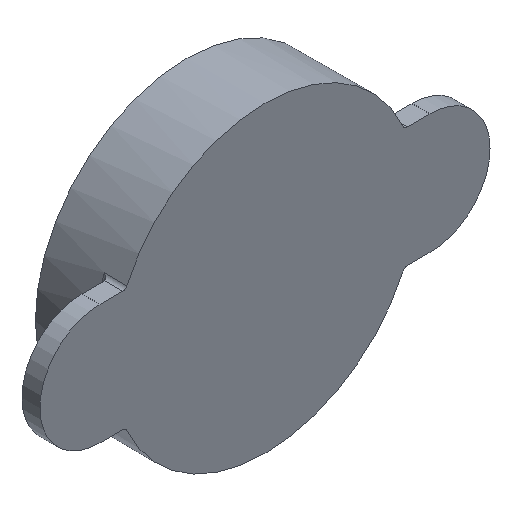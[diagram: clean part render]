
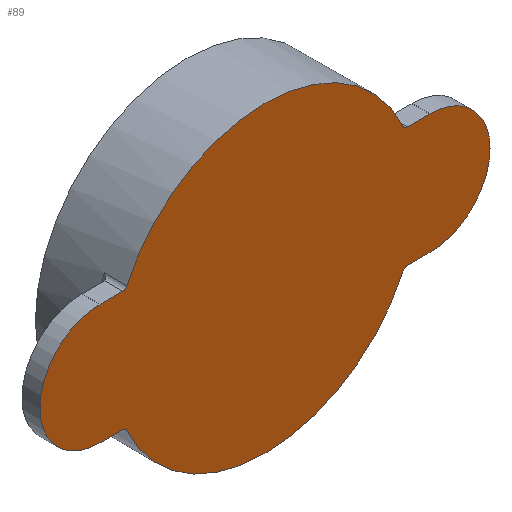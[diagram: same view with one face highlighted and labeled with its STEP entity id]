
A CAD part, isometric view. The second image highlights one B-rep face of the part: STEP entity #89.
In plain terms, the highlighted planar face has unit normal (0, -1, 0).
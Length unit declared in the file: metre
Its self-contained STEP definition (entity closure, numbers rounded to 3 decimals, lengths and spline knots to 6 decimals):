
#89 = ADVANCED_FACE( '', ( #126 ), #127, .F. );
#126 = FACE_OUTER_BOUND( '', #167, .T. );
#127 = PLANE( '', #168 );
#167 = EDGE_LOOP( '', ( #282, #283, #284, #285, #286, #287, #288, #289, #290, #291, #292, #293 ) );
#168 = AXIS2_PLACEMENT_3D( '', #294, #295, #296 );
#282 = ORIENTED_EDGE( '', *, *, #364, .F. );
#283 = ORIENTED_EDGE( '', *, *, #354, .T. );
#284 = ORIENTED_EDGE( '', *, *, #324, .F. );
#285 = ORIENTED_EDGE( '', *, *, #331, .F. );
#286 = ORIENTED_EDGE( '', *, *, #334, .F. );
#287 = ORIENTED_EDGE( '', *, *, #350, .T. );
#288 = ORIENTED_EDGE( '', *, *, #365, .F. );
#289 = ORIENTED_EDGE( '', *, *, #348, .T. );
#290 = ORIENTED_EDGE( '', *, *, #340, .F. );
#291 = ORIENTED_EDGE( '', *, *, #367, .F. );
#292 = ORIENTED_EDGE( '', *, *, #359, .F. );
#293 = ORIENTED_EDGE( '', *, *, #356, .T. );
#294 = CARTESIAN_POINT( '', ( 0., -0.112, 0. ) );
#295 = DIRECTION( '', ( 0., 1., 0. ) );
#296 = DIRECTION( '', ( 0., 0., 1. ) );
#324 = EDGE_CURVE( '', #369, #370, #371, .T. );
#331 = EDGE_CURVE( '', #381, #369, #383, .T. );
#334 = EDGE_CURVE( '', #387, #381, #389, .T. );
#340 = EDGE_CURVE( '', #399, #400, #401, .T. );
#348 = EDGE_CURVE( '', #413, #400, #414, .T. );
#350 = EDGE_CURVE( '', #387, #416, #417, .T. );
#354 = EDGE_CURVE( '', #423, #370, #424, .T. );
#356 = EDGE_CURVE( '', #426, #427, #428, .T. );
#359 = EDGE_CURVE( '', #426, #431, #432, .T. );
#364 = EDGE_CURVE( '', #423, #427, #440, .T. );
#365 = EDGE_CURVE( '', #413, #416, #441, .T. );
#367 = EDGE_CURVE( '', #431, #399, #443, .T. );
#369 = VERTEX_POINT( '', #445 );
#370 = VERTEX_POINT( '', #446 );
#371 = LINE( '', #447, #448 );
#381 = VERTEX_POINT( '', #466 );
#383 = CIRCLE( '', #469, 0.04 );
#387 = VERTEX_POINT( '', #478 );
#389 = LINE( '', #481, #482 );
#399 = VERTEX_POINT( '', #495 );
#400 = VERTEX_POINT( '', #496 );
#401 = LINE( '', #497, #498 );
#413 = VERTEX_POINT( '', #548 );
#414 = CIRCLE( '', #549, 0.003 );
#416 = VERTEX_POINT( '', #552 );
#417 = CIRCLE( '', #553, 0.003 );
#423 = VERTEX_POINT( '', #586 );
#424 = CIRCLE( '', #587, 0.003 );
#426 = VERTEX_POINT( '', #590 );
#427 = VERTEX_POINT( '', #591 );
#428 = CIRCLE( '', #592, 0.003 );
#431 = VERTEX_POINT( '', #597 );
#432 = LINE( '', #598, #599 );
#440 = CIRCLE( '', #608, 0.1011 );
#441 = CIRCLE( '', #609, 0.1011 );
#443 = CIRCLE( '', #611, 0.04 );
#445 = CARTESIAN_POINT( '', ( 0.11, -0.112, -0.04 ) );
#446 = CARTESIAN_POINT( '', ( 0.094804, -0.112, -0.04 ) );
#447 = CARTESIAN_POINT( '', ( 0.11, -0.112, -0.04 ) );
#448 = VECTOR( '', #613, 1. );
#466 = CARTESIAN_POINT( '', ( 0.11, -0.112, 0.04 ) );
#469 = AXIS2_PLACEMENT_3D( '', #621, #622, #623 );
#478 = CARTESIAN_POINT( '', ( 0.094804, -0.112, 0.04 ) );
#481 = CARTESIAN_POINT( '', ( 0.07, -0.112, 0.04 ) );
#482 = VECTOR( '', #625, 1. );
#495 = CARTESIAN_POINT( '', ( -0.11, -0.112, 0.04 ) );
#496 = CARTESIAN_POINT( '', ( -0.094804, -0.112, 0.04 ) );
#497 = CARTESIAN_POINT( '', ( -0.11, -0.112, 0.04 ) );
#498 = VECTOR( '', #635, 1. );
#548 = CARTESIAN_POINT( '', ( -0.092072, -0.112, 0.041761 ) );
#549 = AXIS2_PLACEMENT_3D( '', #641, #642, #643 );
#552 = CARTESIAN_POINT( '', ( 0.092072, -0.112, 0.041761 ) );
#553 = AXIS2_PLACEMENT_3D( '', #645, #646, #647 );
#586 = CARTESIAN_POINT( '', ( 0.092072, -0.112, -0.041761 ) );
#587 = AXIS2_PLACEMENT_3D( '', #649, #650, #651 );
#590 = CARTESIAN_POINT( '', ( -0.094804, -0.112, -0.04 ) );
#591 = CARTESIAN_POINT( '', ( -0.092072, -0.112, -0.041761 ) );
#592 = AXIS2_PLACEMENT_3D( '', #653, #654, #655 );
#597 = CARTESIAN_POINT( '', ( -0.11, -0.112, -0.04 ) );
#598 = CARTESIAN_POINT( '', ( -0.07, -0.112, -0.04 ) );
#599 = VECTOR( '', #658, 1. );
#608 = AXIS2_PLACEMENT_3D( '', #669, #670, #671 );
#609 = AXIS2_PLACEMENT_3D( '', #672, #673, #674 );
#611 = AXIS2_PLACEMENT_3D( '', #678, #679, #680 );
#613 = DIRECTION( '', ( -1., 0., 0. ) );
#621 = CARTESIAN_POINT( '', ( 0.11, -0.112, 0. ) );
#622 = DIRECTION( '', ( 0., 1., 0. ) );
#623 = DIRECTION( '', ( 0., 0., 1. ) );
#625 = DIRECTION( '', ( 1., 0., 0. ) );
#635 = DIRECTION( '', ( 1., 0., 0. ) );
#641 = CARTESIAN_POINT( '', ( -0.094804, -0.112, 0.043 ) );
#642 = DIRECTION( '', ( 0., 1., 0. ) );
#643 = DIRECTION( '', ( 0., 0., 1. ) );
#645 = CARTESIAN_POINT( '', ( 0.094804, -0.112, 0.043 ) );
#646 = DIRECTION( '', ( 0., 1., 0. ) );
#647 = DIRECTION( '', ( 0., 0., 1. ) );
#649 = CARTESIAN_POINT( '', ( 0.094804, -0.112, -0.043 ) );
#650 = DIRECTION( '', ( 0., 1., 0. ) );
#651 = DIRECTION( '', ( 0., 0., 1. ) );
#653 = CARTESIAN_POINT( '', ( -0.094804, -0.112, -0.043 ) );
#654 = DIRECTION( '', ( 0., 1., 0. ) );
#655 = DIRECTION( '', ( 0., 0., 1. ) );
#658 = DIRECTION( '', ( -1., 0., 0. ) );
#669 = CARTESIAN_POINT( '', ( 0., -0.112, 0. ) );
#670 = DIRECTION( '', ( 0., 1., 0. ) );
#671 = DIRECTION( '', ( 0., 0., 1. ) );
#672 = CARTESIAN_POINT( '', ( 0., -0.112, 0. ) );
#673 = DIRECTION( '', ( 0., 1., 0. ) );
#674 = DIRECTION( '', ( 0., 0., 1. ) );
#678 = CARTESIAN_POINT( '', ( -0.11, -0.112, 0. ) );
#679 = DIRECTION( '', ( 0., 1., 0. ) );
#680 = DIRECTION( '', ( 0., 0., 1. ) );
